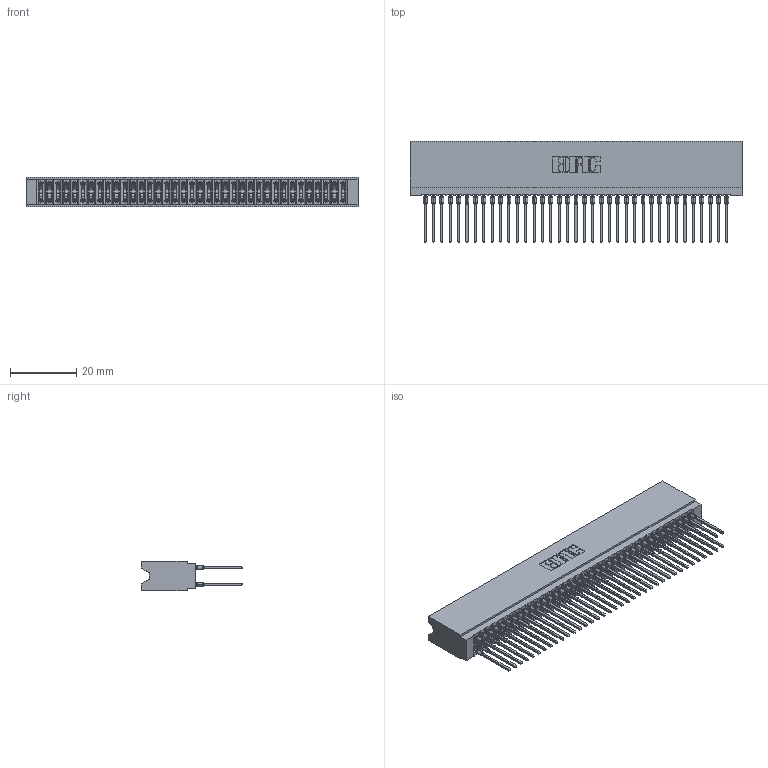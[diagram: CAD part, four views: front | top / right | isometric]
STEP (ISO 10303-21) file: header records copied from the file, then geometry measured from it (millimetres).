
FILE_DESCRIPTION (( 'STEP AP203' ), '1' );
FILE_NAME ('745-074-545-206.STEP', '2026-02-26T20:07:55', ( '' ), ( '' ), 'SwSTEP 2.0', 'SolidWorks 2023', '' );
FILE_SCHEMA (( 'CONFIG_CONTROL_DESIGN' ));
Length unit declared in the file: millimetre
Products named in the file (3): 745-292-001_545; 745 Part_Insulator Option - 06; 745-074-545-206
Assembly tree (75 placements, depth 2):
  745-074-545-206
    745 Part_Insulator Option - 06
    745-292-001_545  x74
Bounding box: 100.58 x 30.62 x 8.89 mm (x, y, z)
Volume: 9326.1 mm3; surface area: 19998.9 mm2
Topology: 75 solids, 75 shells, 6719 faces, 18057 edges, 11346 vertices
Faces by surface type: plane 3460, bspline 1480, cylinder 1335, torus 444
Entity records: 62993 total; most frequent: CARTESIAN_POINT 11430, ORIENTED_EDGE 10856, DIRECTION 9488, EDGE_CURVE 5428, LINE 5024, VECTOR 5024, VERTEX_POINT 3462, AXIS2_PLACEMENT_3D 2232
